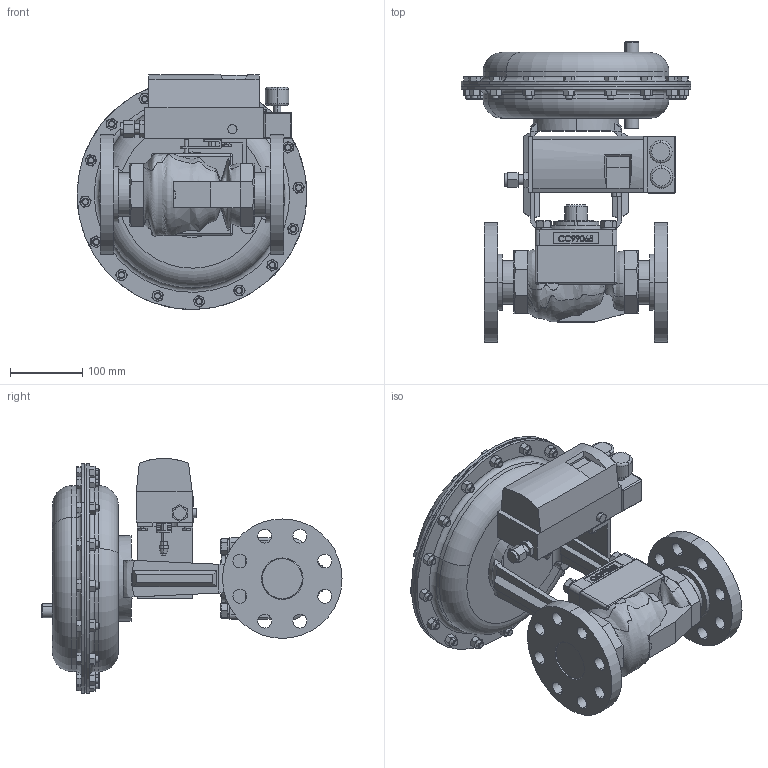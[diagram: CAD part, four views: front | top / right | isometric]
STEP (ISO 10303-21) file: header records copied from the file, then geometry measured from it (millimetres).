
FILE_DESCRIPTION (( 'STEP AP203' ), '1' );
FILE_NAME ('78SP-200-BR+CS+S6-F3-55M-16IQ.step', '2017-09-25T17:13:05', ( '' ), ( '' ), 'SwSTEP 2.0', 'SolidWorks 2014', '' );
FILE_SCHEMA (( 'CONFIG_CONTROL_DESIGN' ));
Products named in the file (1): 78SP-200-BR+CS+S6-F3-55M-16IQ
Bounding box: 317.42 x 414.56 x 324.8 mm (x, y, z)
Volume: 8783594.5 mm3; surface area: 1082554.8 mm2
Topology: 61 solids, 61 shells, 1409 faces, 3182 edges, 1966 vertices
Faces by surface type: plane 633, cone 406, cylinder 228, bspline 102, torus 30, sphere 10
Entity records: 53805 total; most frequent: CARTESIAN_POINT 23806, ORIENTED_EDGE 6352, DIRECTION 5753, EDGE_CURVE 3176, AXIS2_PLACEMENT_3D 2218, VERTEX_POINT 1966, EDGE_LOOP 1526, ADVANCED_FACE 1409
